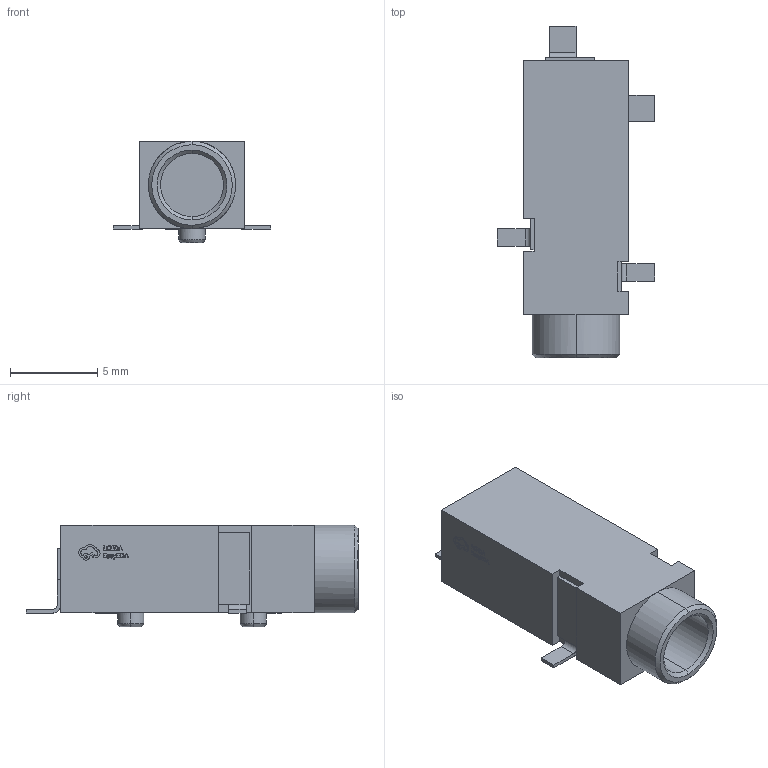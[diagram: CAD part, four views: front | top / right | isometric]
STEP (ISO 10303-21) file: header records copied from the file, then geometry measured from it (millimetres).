
FILE_DESCRIPTION(('Open CASCADE Model'),'2;1');
FILE_NAME('Open CASCADE Shape Model','2025-11-27T01:28:14',('Author'),( 'Open CASCADE'),'Open CASCADE STEP processor 7.9','Open CASCADE 7.9' ,'Unknown');
FILE_SCHEMA(('AUTOMOTIVE_DESIGN { 1 0 10303 214 1 1 1 1 }'));
Length unit declared in the file: millimetre
Products named in the file (1): COMPOUND
Bounding box: 9 x 19 x 5.8 mm (x, y, z)
Volume: 327.8 mm3; surface area: 661.3 mm2
Topology: 3 solids, 3 shells, 311 faces, 824 edges, 542 vertices
Faces by surface type: bspline 311
Entity records: 11741 total; most frequent: CARTESIAN_POINT 4472, ORIENTED_EDGE 1648, EDGE_CURVE 824, B_SPLINE_CURVE_WITH_KNOTS 779, VERTEX_POINT 542, FACE_BOUND 334, EDGE_LOOP 334, PRESENTATION_STYLE_ASSIGNMENT 312
